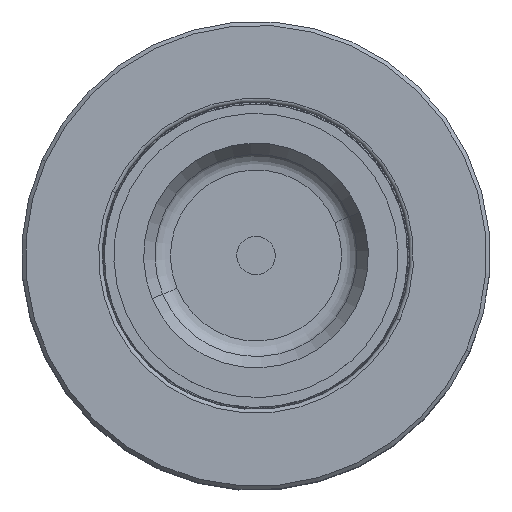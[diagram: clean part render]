
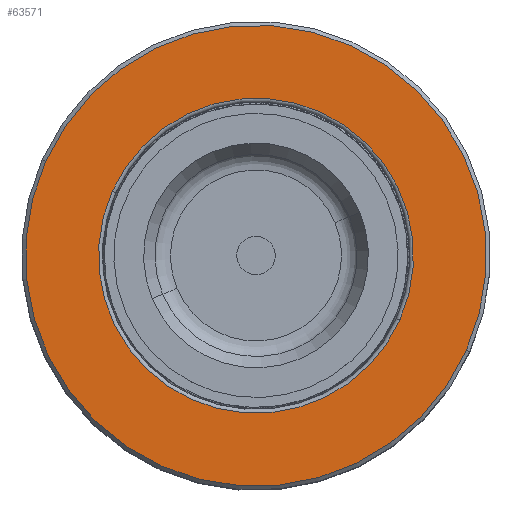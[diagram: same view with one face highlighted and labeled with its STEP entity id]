
A CAD part, top view. The second image highlights one B-rep face of the part: STEP entity #63571.
In plain terms, the highlighted face is planar.
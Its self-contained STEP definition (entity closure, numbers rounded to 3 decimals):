
#502 = ORIENTED_EDGE ( 'NONE', *, *, #54704, .F. ) ;
#967 = CIRCLE ( 'NONE', #45698, 30. ) ;
#2307 = ORIENTED_EDGE ( 'NONE', *, *, #58697, .F. ) ;
#7013 = DIRECTION ( 'NONE',  ( 0., -1., 0. ) ) ;
#8189 = DIRECTION ( 'NONE',  ( 0., -1., 0. ) ) ;
#12535 = AXIS2_PLACEMENT_3D ( 'NONE', #61586, #7013, #41412 ) ;
#13567 = CARTESIAN_POINT ( 'NONE',  ( 0., 33.687, 0. ) ) ;
#14003 = VERTEX_POINT ( 'NONE', #26986 ) ;
#14403 = DIRECTION ( 'NONE',  ( 0., -1., 0. ) ) ;
#16876 = DIRECTION ( 'NONE',  ( 0., 0., 1. ) ) ;
#19880 = VERTEX_POINT ( 'NONE', #32228 ) ;
#22054 = CARTESIAN_POINT ( 'NONE',  ( 30., 33.687, 0. ) ) ;
#22892 = CIRCLE ( 'NONE', #12535, 20.5 ) ;
#23508 = DIRECTION ( 'NONE',  ( 0., -1., 0. ) ) ;
#24590 = CARTESIAN_POINT ( 'NONE',  ( 0., 33.687, 20.5 ) ) ;
#26015 = EDGE_LOOP ( 'NONE', ( #502, #2307 ) ) ;
#26691 = AXIS2_PLACEMENT_3D ( 'NONE', #22054, #56756, #16876 ) ;
#26986 = CARTESIAN_POINT ( 'NONE',  ( 0., 33.687, -20.5 ) ) ;
#27896 = EDGE_CURVE ( 'NONE', #14003, #30761, #22892, .T. ) ;
#28074 = EDGE_LOOP ( 'NONE', ( #56713, #62914 ) ) ;
#30416 = AXIS2_PLACEMENT_3D ( 'NONE', #44918, #14403, #54271 ) ;
#30761 = VERTEX_POINT ( 'NONE', #24590 ) ;
#32228 = CARTESIAN_POINT ( 'NONE',  ( 0., 33.687, -30. ) ) ;
#37049 = FACE_BOUND ( 'NONE', #28074, .T. ) ;
#37223 = CIRCLE ( 'NONE', #30416, 30. ) ;
#40851 = CARTESIAN_POINT ( 'NONE',  ( 0., 33.687, 30. ) ) ;
#41412 = DIRECTION ( 'NONE',  ( 0., 0., -1. ) ) ;
#41788 = PLANE ( 'NONE',  #26691 ) ;
#42012 = VERTEX_POINT ( 'NONE', #40851 ) ;
#44182 = CIRCLE ( 'NONE', #57009, 20.5 ) ;
#44918 = CARTESIAN_POINT ( 'NONE',  ( 0., 33.687, 0. ) ) ;
#45698 = AXIS2_PLACEMENT_3D ( 'NONE', #13567, #8189, #58219 ) ;
#52567 = CARTESIAN_POINT ( 'NONE',  ( 0., 33.687, 0. ) ) ;
#54271 = DIRECTION ( 'NONE',  ( 0., 0., -1. ) ) ;
#54704 = EDGE_CURVE ( 'NONE', #19880, #42012, #967, .T. ) ;
#56713 = ORIENTED_EDGE ( 'NONE', *, *, #27896, .T. ) ;
#56756 = DIRECTION ( 'NONE',  ( 0., 1., 0. ) ) ;
#57009 = AXIS2_PLACEMENT_3D ( 'NONE', #52567, #23508, #58182 ) ;
#58182 = DIRECTION ( 'NONE',  ( 0., 0., -1. ) ) ;
#58219 = DIRECTION ( 'NONE',  ( 0., 0., -1. ) ) ;
#58501 = EDGE_CURVE ( 'NONE', #30761, #14003, #44182, .T. ) ;
#58697 = EDGE_CURVE ( 'NONE', #42012, #19880, #37223, .T. ) ;
#60327 = FACE_OUTER_BOUND ( 'NONE', #26015, .T. ) ;
#61586 = CARTESIAN_POINT ( 'NONE',  ( 0., 33.687, 0. ) ) ;
#62914 = ORIENTED_EDGE ( 'NONE', *, *, #58501, .T. ) ;
#63571 = ADVANCED_FACE ( 'NONE', ( #37049, #60327 ), #41788, .T. ) ;
